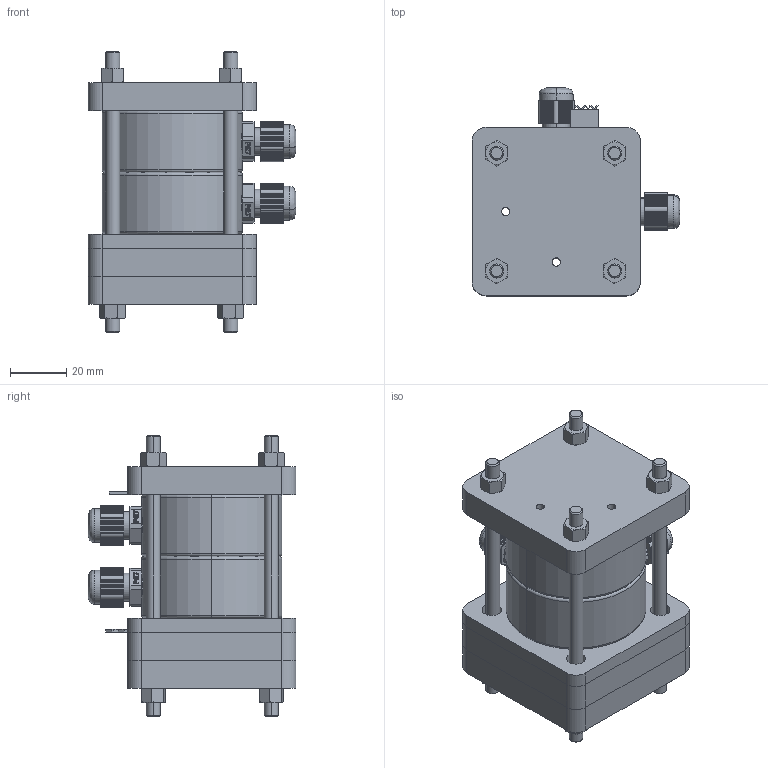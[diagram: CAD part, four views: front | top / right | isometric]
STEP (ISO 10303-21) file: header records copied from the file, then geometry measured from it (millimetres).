
FILE_DESCRIPTION (( 'STEP AP214' ), '1' );
FILE_NAME ('CO2.STEP', '2023-09-13T08:36:33', ( '' ), ( '' ), 'SwSTEP 2.0', 'SolidWorks 2021', '' );
FILE_SCHEMA (( 'AUTOMOTIVE_DESIGN' ));
Length unit declared in the file: millimetre
Products named in the file (12): titan01; 06; continous stud_am_AM -- M5 x 100  N; grafit felt; CO2; 03; 01; titan02; 05; PG7 cable gland; 04; hex nut style 2_am_B18.2.4.2M - Hex nut, Style 2,  M5 x 0.8 --D-N
Assembly tree (25 placements, depth 2):
  CO2
    03
    04
    01  x2
    06
    05
    titan01
    grafit felt
    PG7 cable gland  x4
    titan02
    continous stud_am_AM -- M5 x 100  N  x4
    hex nut style 2_am_B18.2.4.2M - Hex nut, Style 2,  M5 x 0.8 --D-N  x8
Bounding box: 74.05 x 74.05 x 100 mm (x, y, z)
Volume: 192803.6 mm3; surface area: 79644.2 mm2
Topology: 25 solids, 25 shells, 1714 faces, 4611 edges, 3010 vertices
Faces by surface type: plane 1128, bspline 224, cylinder 202, cone 144, torus 16
Entity records: 21859 total; most frequent: CARTESIAN_POINT 6933, ORIENTED_EDGE 3108, DIRECTION 2710, EDGE_CURVE 1554, LINE 1174, VECTOR 1174, VERTEX_POINT 1024, AXIS2_PLACEMENT_3D 768
